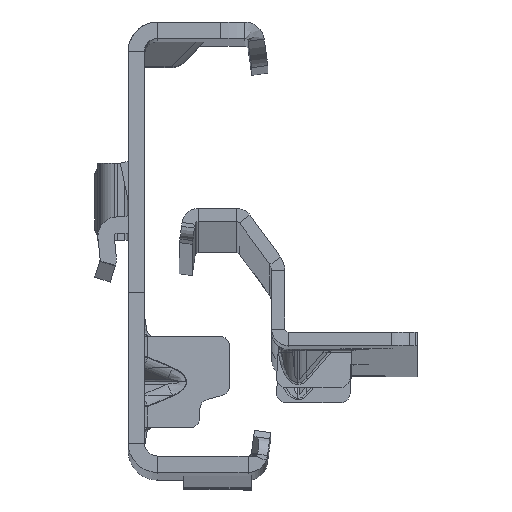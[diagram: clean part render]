
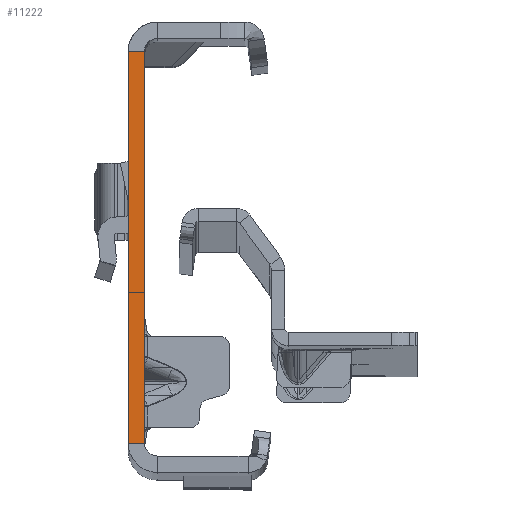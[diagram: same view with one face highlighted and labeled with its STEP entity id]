
A CAD part, top view. The second image highlights one B-rep face of the part: STEP entity #11222.
In plain terms, the highlighted planar face has unit normal (0, 0, 1).
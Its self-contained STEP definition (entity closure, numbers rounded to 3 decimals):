
#391 = ORIENTED_EDGE ( 'NONE', *, *, #2094, .T. ) ;
#748 = ORIENTED_EDGE ( 'NONE', *, *, #12762, .F. ) ;
#813 = CARTESIAN_POINT ( 'NONE',  ( 0., -32., 0. ) ) ;
#823 = EDGE_CURVE ( 'NONE', #15753, #13212, #9414, .T. ) ;
#945 = ORIENTED_EDGE ( 'NONE', *, *, #13534, .T. ) ;
#1018 = VERTEX_POINT ( 'NONE', #6218 ) ;
#2094 = EDGE_CURVE ( 'NONE', #14796, #1018, #5143, .T. ) ;
#2717 = DIRECTION ( 'NONE',  ( 0., 0., 1. ) ) ;
#3965 = CARTESIAN_POINT ( 'NONE',  ( 0., -30., 0. ) ) ;
#4544 = AXIS2_PLACEMENT_3D ( 'NONE', #12269, #2717, #8163 ) ;
#4758 = VECTOR ( 'NONE', #10669, 1000. ) ;
#5143 = LINE ( 'NONE', #13318, #4758 ) ;
#5640 = PLANE ( 'NONE',  #4544 ) ;
#5725 = DIRECTION ( 'NONE',  ( 0., -1., 0. ) ) ;
#6218 = CARTESIAN_POINT ( 'NONE',  ( -2.5, 30., 0. ) ) ;
#6297 = DIRECTION ( 'NONE',  ( 0., -1., 0. ) ) ;
#6404 = CARTESIAN_POINT ( 'NONE',  ( 0., 30., 0. ) ) ;
#7069 = VECTOR ( 'NONE', #16367, 1000. ) ;
#8163 = DIRECTION ( 'NONE',  ( 1., 0., 0. ) ) ;
#9414 = LINE ( 'NONE', #3965, #7069 ) ;
#9899 = CARTESIAN_POINT ( 'NONE',  ( -2.5, -32., 0. ) ) ;
#10352 = CARTESIAN_POINT ( 'NONE',  ( -2.5, -30., 0. ) ) ;
#10669 = DIRECTION ( 'NONE',  ( -1., 0., 0. ) ) ;
#11222 = ADVANCED_FACE ( 'NONE', ( #14081 ), #5640, .T. ) ;
#12217 = LINE ( 'NONE', #813, #16530 ) ;
#12269 = CARTESIAN_POINT ( 'NONE',  ( -2.5, -32., 0. ) ) ;
#12762 = EDGE_CURVE ( 'NONE', #14796, #15753, #12217, .T. ) ;
#13000 = CARTESIAN_POINT ( 'NONE',  ( 0., -30., 0. ) ) ;
#13212 = VERTEX_POINT ( 'NONE', #10352 ) ;
#13318 = CARTESIAN_POINT ( 'NONE',  ( 0., 30., 0. ) ) ;
#13534 = EDGE_CURVE ( 'NONE', #1018, #13212, #13994, .T. ) ;
#13668 = EDGE_LOOP ( 'NONE', ( #748, #391, #945, #17156 ) ) ;
#13994 = LINE ( 'NONE', #9899, #17384 ) ;
#14081 = FACE_OUTER_BOUND ( 'NONE', #13668, .T. ) ;
#14796 = VERTEX_POINT ( 'NONE', #6404 ) ;
#15753 = VERTEX_POINT ( 'NONE', #13000 ) ;
#16367 = DIRECTION ( 'NONE',  ( -1., 0., 0. ) ) ;
#16530 = VECTOR ( 'NONE', #6297, 1000. ) ;
#17156 = ORIENTED_EDGE ( 'NONE', *, *, #823, .F. ) ;
#17384 = VECTOR ( 'NONE', #5725, 1000. ) ;
